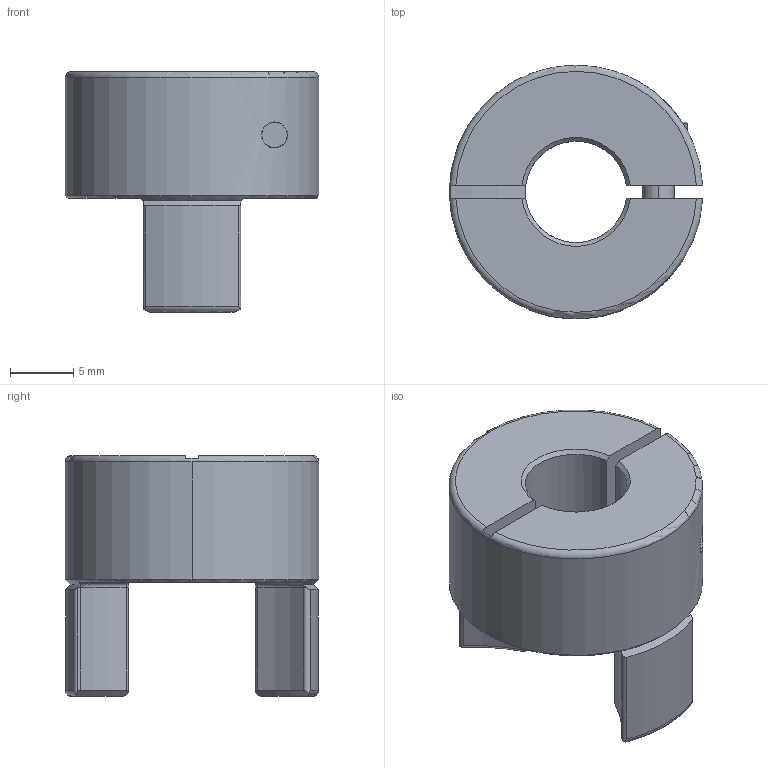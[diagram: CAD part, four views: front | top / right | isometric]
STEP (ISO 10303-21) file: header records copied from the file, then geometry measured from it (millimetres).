
FILE_DESCRIPTION (( 'STEP AP203' ), '1' );
FILE_NAME ('SJC-20C-8.step', '2021-04-15T12:36:56', ( '' ), ( '' ), 'SwSTEP 2.0', 'SolidWorks 2021', '' );
FILE_SCHEMA (( 'CONFIG_CONTROL_DESIGN' ));
Length unit declared in the file: millimetre
Products named in the file (1): SJC-20C-8
Bounding box: 19.99 x 19.99 x 19 mm (x, y, z)
Volume: 2894.4 mm3; surface area: 2097.8 mm2
Topology: 2 solids, 2 shells, 109 faces, 278 edges, 174 vertices
Faces by surface type: cylinder 41, plane 28, cone 17, torus 15, bspline 8
Entity records: 4486 total; most frequent: CARTESIAN_POINT 1892, ORIENTED_EDGE 552, DIRECTION 500, EDGE_CURVE 276, AXIS2_PLACEMENT_3D 209, VERTEX_POINT 174, EDGE_LOOP 116, FACE_OUTER_BOUND 109
